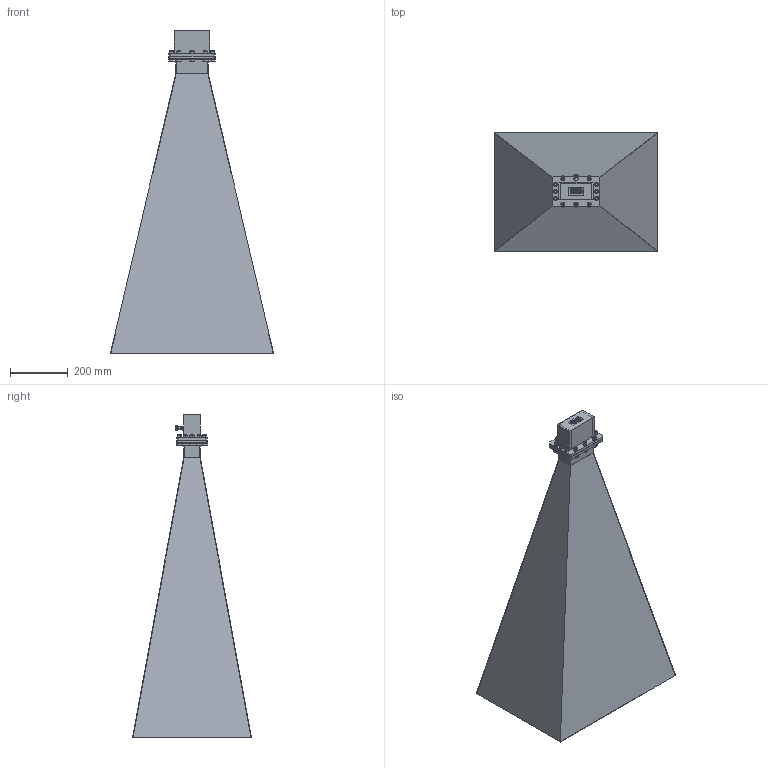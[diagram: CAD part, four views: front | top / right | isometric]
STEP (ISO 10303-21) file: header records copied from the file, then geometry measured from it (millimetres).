
FILE_DESCRIPTION (( 'STEP AP214' ), '1' );
FILE_NAME ('PE9864-NF-20.STEP', '2017-06-15T16:50:53', ( '' ), ( '' ), 'SwSTEP 2.0', 'SolidWorks 2014', '' );
FILE_SCHEMA (( 'AUTOMOTIVE_DESIGN' ));
Length unit declared in the file: inch
Products named in the file (5): Copy of Hex Screw^PE9864-NF-20_big; Copy of Nut^PE9864-NF-20_big; PE9864-20; PE9872; PE9864-NF-20
Assembly tree (26 placements, depth 2):
  PE9864-NF-20
    PE9864-20
    PE9872
    Copy of Hex Screw^PE9864-NF-20_big  x12
    Copy of Nut^PE9864-NF-20_big  x12
Bounding box: 565.15 x 411.48 x 1117.73 mm (x, y, z)
Volume: 2177627.8 mm3; surface area: 2460717 mm2
Topology: 32 solids, 44 shells, 1646 faces, 4249 edges, 2811 vertices
Faces by surface type: cylinder 647, plane 480, cone 428, bspline 87, torus 4
Entity records: 35115 total; most frequent: CARTESIAN_POINT 14182, ORIENTED_EDGE 3848, DIRECTION 2831, EDGE_CURVE 1924, VERTEX_POINT 1392, AXIS2_PLACEMENT_3D 1021, LINE 789, VECTOR 789
